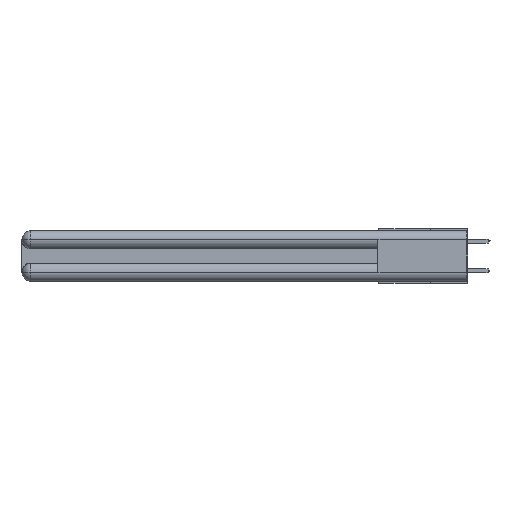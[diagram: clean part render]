
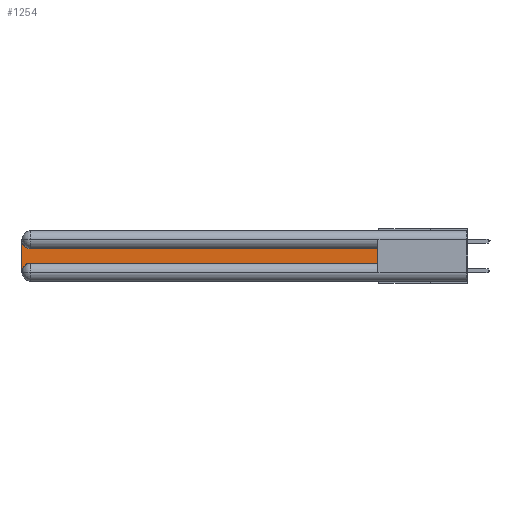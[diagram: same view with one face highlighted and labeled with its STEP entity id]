
A CAD part, left-side view. The second image highlights one B-rep face of the part: STEP entity #1254.
In plain terms, the highlighted planar face has unit normal (-1, 0, 0).
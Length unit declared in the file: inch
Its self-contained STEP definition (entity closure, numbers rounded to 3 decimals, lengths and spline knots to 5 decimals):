
#882 = CIRCLE ( 'NONE', #30400, 0.06 ) ;
#1209 = CARTESIAN_POINT ( 'NONE',  ( 0.075, 3., -0.0625 ) ) ;
#1254 = ADVANCED_FACE ( 'NONE', ( #11145 ), #9921, .F. ) ;
#2043 = CARTESIAN_POINT ( 'NONE',  ( 0.075, 3., -0.1225 ) ) ;
#2633 = EDGE_CURVE ( 'NONE', #26894, #8685, #14111, .T. ) ;
#3567 = CARTESIAN_POINT ( 'NONE',  ( 0.075, 0.6, -0.2175 ) ) ;
#4308 = LINE ( 'NONE', #5391, #24072 ) ;
#5391 = CARTESIAN_POINT ( 'NONE',  ( 0.075, 3., -0.2175 ) ) ;
#5647 = AXIS2_PLACEMENT_3D ( 'NONE', #22650, #25124, #10595 ) ;
#7075 = DIRECTION ( 'NONE',  ( 1., 0., 0. ) ) ;
#7190 = ORIENTED_EDGE ( 'NONE', *, *, #12984, .T. ) ;
#7250 = CARTESIAN_POINT ( 'NONE',  ( 0.075, 0.6, -0.2175 ) ) ;
#8466 = VERTEX_POINT ( 'NONE', #14817 ) ;
#8609 = DIRECTION ( 'NONE',  ( 0., 1., 0. ) ) ;
#8627 = EDGE_CURVE ( 'NONE', #8466, #14027, #882, .T. ) ;
#8685 = VERTEX_POINT ( 'NONE', #1209 ) ;
#9921 = PLANE ( 'NONE',  #21359 ) ;
#10595 = DIRECTION ( 'NONE',  ( 0., 0., -1. ) ) ;
#11145 = FACE_OUTER_BOUND ( 'NONE', #27994, .T. ) ;
#11784 = VERTEX_POINT ( 'NONE', #14765 ) ;
#12224 = LINE ( 'NONE', #3567, #24532 ) ;
#12984 = EDGE_CURVE ( 'NONE', #17680, #11784, #12224, .T. ) ;
#13559 = CARTESIAN_POINT ( 'NONE',  ( 0.075, 2.94, -0.1225 ) ) ;
#13724 = ORIENTED_EDGE ( 'NONE', *, *, #2633, .T. ) ;
#14027 = VERTEX_POINT ( 'NONE', #28071 ) ;
#14111 = CIRCLE ( 'NONE', #5647, 0.06 ) ;
#14214 = EDGE_CURVE ( 'NONE', #11784, #26894, #31867, .T. ) ;
#14765 = CARTESIAN_POINT ( 'NONE',  ( 0.075, 0.6, -0.1225 ) ) ;
#14817 = CARTESIAN_POINT ( 'NONE',  ( 0.075, 3., -0.2775 ) ) ;
#16377 = DIRECTION ( 'NONE',  ( 0., 0., 1. ) ) ;
#17680 = VERTEX_POINT ( 'NONE', #7250 ) ;
#18833 = LINE ( 'NONE', #31331, #31195 ) ;
#18881 = ORIENTED_EDGE ( 'NONE', *, *, #8627, .T. ) ;
#21126 = DIRECTION ( 'NONE',  ( 0., 0., -1. ) ) ;
#21202 = EDGE_CURVE ( 'NONE', #14027, #17680, #18833, .T. ) ;
#21359 = AXIS2_PLACEMENT_3D ( 'NONE', #2043, #7075, #31580 ) ;
#22650 = CARTESIAN_POINT ( 'NONE',  ( 0.075, 2.94, -0.0625 ) ) ;
#23694 = CARTESIAN_POINT ( 'NONE',  ( 0.075, 0.6, -0.1225 ) ) ;
#23924 = ORIENTED_EDGE ( 'NONE', *, *, #21202, .T. ) ;
#24072 = VECTOR ( 'NONE', #29926, 39.37008 ) ;
#24532 = VECTOR ( 'NONE', #16377, 39.37008 ) ;
#24648 = DIRECTION ( 'NONE',  ( 0., -1., 0. ) ) ;
#25120 = EDGE_CURVE ( 'NONE', #8685, #8466, #4308, .T. ) ;
#25124 = DIRECTION ( 'NONE',  ( 1., 0., 0. ) ) ;
#26894 = VERTEX_POINT ( 'NONE', #13559 ) ;
#27080 = ORIENTED_EDGE ( 'NONE', *, *, #14214, .T. ) ;
#27994 = EDGE_LOOP ( 'NONE', ( #27080, #13724, #30574, #18881, #23924, #7190 ) ) ;
#28033 = CARTESIAN_POINT ( 'NONE',  ( 0.075, 2.94, -0.2775 ) ) ;
#28071 = CARTESIAN_POINT ( 'NONE',  ( 0.075, 2.94, -0.2175 ) ) ;
#29926 = DIRECTION ( 'NONE',  ( 0., 0., -1. ) ) ;
#30400 = AXIS2_PLACEMENT_3D ( 'NONE', #28033, #30830, #21126 ) ;
#30574 = ORIENTED_EDGE ( 'NONE', *, *, #25120, .T. ) ;
#30830 = DIRECTION ( 'NONE',  ( 1., 0., 0. ) ) ;
#31195 = VECTOR ( 'NONE', #24648, 39.37008 ) ;
#31331 = CARTESIAN_POINT ( 'NONE',  ( 0.075, 0.6, -0.2175 ) ) ;
#31442 = VECTOR ( 'NONE', #8609, 39.37008 ) ;
#31580 = DIRECTION ( 'NONE',  ( 0., 0., -1. ) ) ;
#31867 = LINE ( 'NONE', #23694, #31442 ) ;
